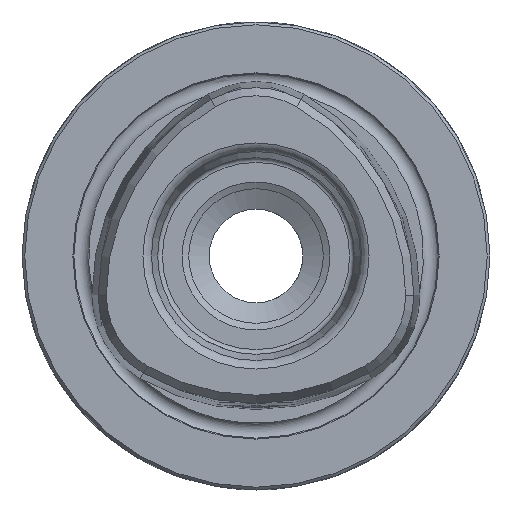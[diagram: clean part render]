
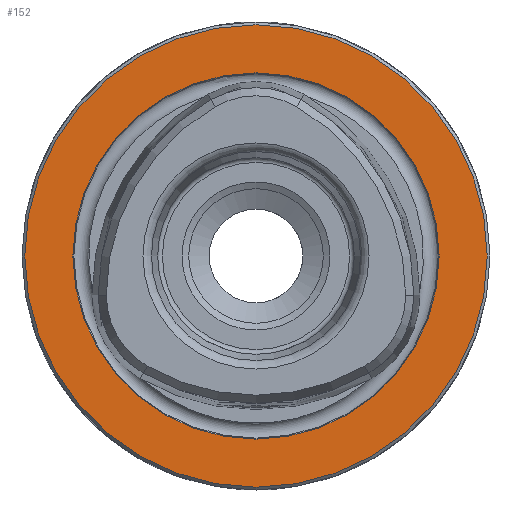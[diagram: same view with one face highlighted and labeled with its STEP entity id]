
A CAD part, left-side view. The second image highlights one B-rep face of the part: STEP entity #152.
In plain terms, the highlighted planar face has unit normal (-1, 0, 0).
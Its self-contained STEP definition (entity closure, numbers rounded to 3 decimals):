
#152 = ADVANCED_FACE( '', ( #383, #384 ), #385, .T. );
#383 = FACE_OUTER_BOUND( '', #730, .T. );
#384 = FACE_BOUND( '', #731, .T. );
#385 = PLANE( '', #732 );
#730 = EDGE_LOOP( '', ( #1136 ) );
#731 = EDGE_LOOP( '', ( #1137 ) );
#732 = AXIS2_PLACEMENT_3D( '', #1138, #1139, #1140 );
#1136 = ORIENTED_EDGE( '', *, *, #1824, .T. );
#1137 = ORIENTED_EDGE( '', *, *, #1825, .F. );
#1138 = CARTESIAN_POINT( '', ( 0., 0., 19.4 ) );
#1139 = DIRECTION( '', ( -1., 0., 0. ) );
#1140 = DIRECTION( '', ( 0., 0., 1. ) );
#1824 = EDGE_CURVE( '', #2146, #2146, #2147, .T. );
#1825 = EDGE_CURVE( '', #2148, #2148, #2149, .T. );
#2146 = VERTEX_POINT( '', #2773 );
#2147 = CIRCLE( '', #2774, 24.7 );
#2148 = VERTEX_POINT( '', #2775 );
#2149 = CIRCLE( '', #2776, 19.564 );
#2773 = CARTESIAN_POINT( '', ( 0., 0., 24.7 ) );
#2774 = AXIS2_PLACEMENT_3D( '', #3690, #3691, #3692 );
#2775 = CARTESIAN_POINT( '', ( 0., 0., 19.564 ) );
#2776 = AXIS2_PLACEMENT_3D( '', #3693, #3694, #3695 );
#3690 = CARTESIAN_POINT( '', ( 0., 0., 0. ) );
#3691 = DIRECTION( '', ( -1., 0., 0. ) );
#3692 = DIRECTION( '', ( 0., 0., 1. ) );
#3693 = CARTESIAN_POINT( '', ( 0., 0., 0. ) );
#3694 = DIRECTION( '', ( -1., 0., 0. ) );
#3695 = DIRECTION( '', ( 0., 0., 1. ) );
